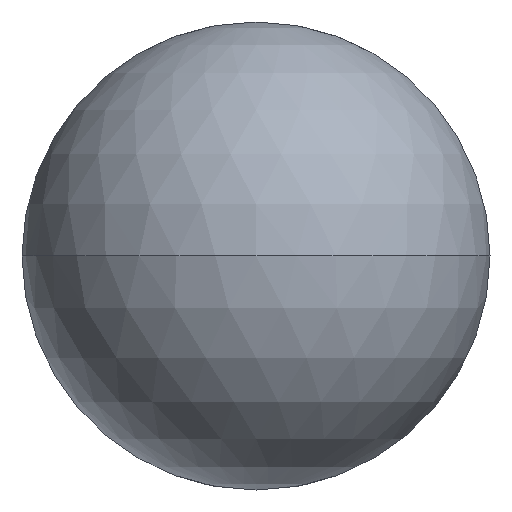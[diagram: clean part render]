
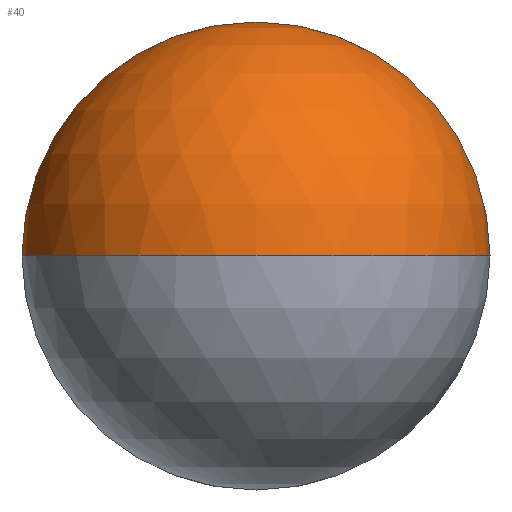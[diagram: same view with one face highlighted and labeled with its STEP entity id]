
A CAD part, front view. The second image highlights one B-rep face of the part: STEP entity #40.
In plain terms, the highlighted spherical face has radius 4.763 mm.
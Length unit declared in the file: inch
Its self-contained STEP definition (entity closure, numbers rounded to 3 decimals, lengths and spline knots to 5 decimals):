
#2 = CIRCLE ( 'NONE', #88, 0.1875 ) ;
#3 = VERTEX_POINT ( 'NONE', #299 ) ;
#5 = ORIENTED_EDGE ( 'NONE', *, *, #328, .T. ) ;
#16 = DIRECTION ( 'NONE',  ( 0., 0., 1. ) ) ;
#26 = CIRCLE ( 'NONE', #61, 0.1875 ) ;
#40 = ADVANCED_FACE ( 'NONE', ( #153 ), #329, .T. ) ;
#49 = DIRECTION ( 'NONE',  ( 0., -1., 0. ) ) ;
#53 = VERTEX_POINT ( 'NONE', #223 ) ;
#61 = AXIS2_PLACEMENT_3D ( 'NONE', #312, #49, #284 ) ;
#66 = CARTESIAN_POINT ( 'NONE',  ( 0., 0.1875, 0. ) ) ;
#69 = AXIS2_PLACEMENT_3D ( 'NONE', #170, #309, #105 ) ;
#88 = AXIS2_PLACEMENT_3D ( 'NONE', #231, #368, #228 ) ;
#89 = ORIENTED_EDGE ( 'NONE', *, *, #288, .F. ) ;
#97 = DIRECTION ( 'NONE',  ( 1., 0., 0. ) ) ;
#98 = DIRECTION ( 'NONE',  ( -1., 0., 0. ) ) ;
#105 = DIRECTION ( 'NONE',  ( 1., 0., 0. ) ) ;
#133 = EDGE_CURVE ( 'NONE', #321, #3, #2, .T. ) ;
#153 = FACE_OUTER_BOUND ( 'NONE', #315, .T. ) ;
#170 = CARTESIAN_POINT ( 'NONE',  ( 0., 0.1875, 0. ) ) ;
#174 = CARTESIAN_POINT ( 'NONE',  ( 0.1875, 0.1875, 0. ) ) ;
#186 = DIRECTION ( 'NONE',  ( 0., 0., -1. ) ) ;
#188 = CARTESIAN_POINT ( 'NONE',  ( 0., 0.1875, 0. ) ) ;
#223 = CARTESIAN_POINT ( 'NONE',  ( 0., 0., 0. ) ) ;
#228 = DIRECTION ( 'NONE',  ( 0., 0., -1. ) ) ;
#231 = CARTESIAN_POINT ( 'NONE',  ( 0., 0.1875, 0. ) ) ;
#250 = VERTEX_POINT ( 'NONE', #307 ) ;
#253 = ORIENTED_EDGE ( 'NONE', *, *, #334, .T. ) ;
#284 = DIRECTION ( 'NONE',  ( 0., 0., -1. ) ) ;
#288 = EDGE_CURVE ( 'NONE', #321, #53, #290, .T. ) ;
#290 = CIRCLE ( 'NONE', #341, 0.1875 ) ;
#299 = CARTESIAN_POINT ( 'NONE',  ( 0., 0.1875, 0.1875 ) ) ;
#307 = CARTESIAN_POINT ( 'NONE',  ( -0.1875, 0.1875, 0. ) ) ;
#309 = DIRECTION ( 'NONE',  ( 0., 0., 1. ) ) ;
#310 = AXIS2_PLACEMENT_3D ( 'NONE', #66, #16, #97 ) ;
#312 = CARTESIAN_POINT ( 'NONE',  ( 0., 0.1875, 0. ) ) ;
#315 = EDGE_LOOP ( 'NONE', ( #253, #5, #89, #325 ) ) ;
#319 = CIRCLE ( 'NONE', #69, 0.1875 ) ;
#321 = VERTEX_POINT ( 'NONE', #174 ) ;
#325 = ORIENTED_EDGE ( 'NONE', *, *, #133, .T. ) ;
#328 = EDGE_CURVE ( 'NONE', #250, #53, #319, .T. ) ;
#329 = SPHERICAL_SURFACE ( 'NONE', #310, 0.1875 ) ;
#334 = EDGE_CURVE ( 'NONE', #3, #250, #26, .T. ) ;
#341 = AXIS2_PLACEMENT_3D ( 'NONE', #188, #186, #98 ) ;
#368 = DIRECTION ( 'NONE',  ( 0., -1., 0. ) ) ;
